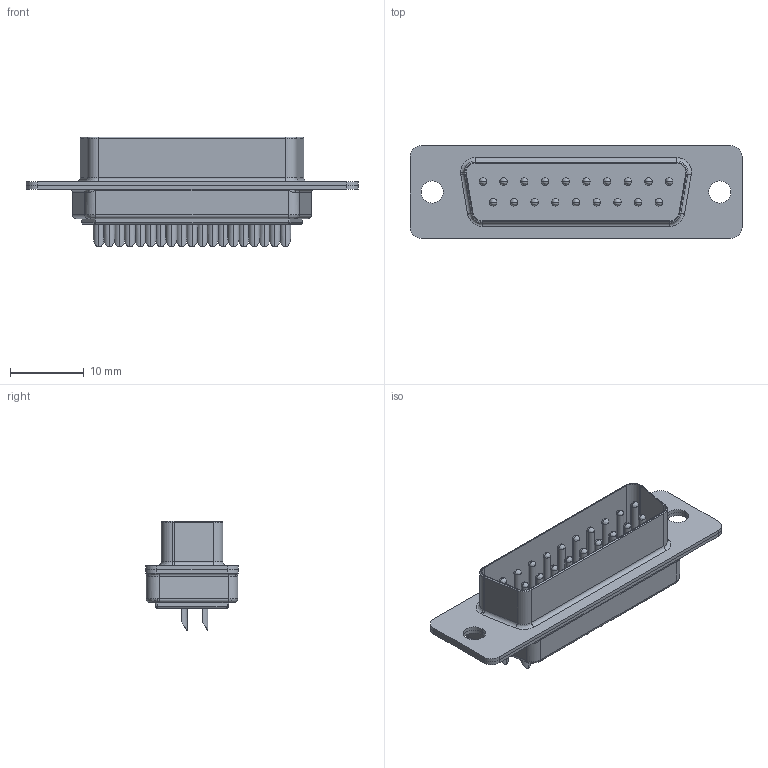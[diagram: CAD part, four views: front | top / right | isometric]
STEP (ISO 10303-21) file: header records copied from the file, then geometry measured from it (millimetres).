
FILE_DESCRIPTION (( 'STEP AP214' ), '1' );
FILE_NAME ('DB-19M.STEP', '2020-11-05T14:15:38', ( 'User' ), ( '' ), 'SwSTEP 2.0', 'SolidWorks 2017', '' );
FILE_SCHEMA (( 'AUTOMOTIVE_DESIGN' ));
Length unit declared in the file: millimetre
Products named in the file (1): DB-19M
Bounding box: 44.9 x 12.5 x 14.8 mm (x, y, z)
Volume: 2373.7 mm3; surface area: 4575.9 mm2
Topology: 7 solids, 7 shells, 359 faces, 896 edges, 545 vertices
Faces by surface type: cylinder 165, plane 127, bspline 67
Entity records: 11881 total; most frequent: CARTESIAN_POINT 3342, ORIENTED_EDGE 1706, DIRECTION 1700, EDGE_CURVE 853, AXIS2_PLACEMENT_3D 644, VERTEX_POINT 545, LINE 412, VECTOR 412
